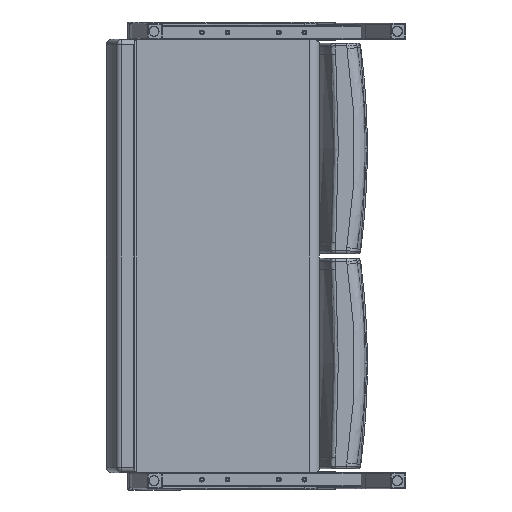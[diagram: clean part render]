
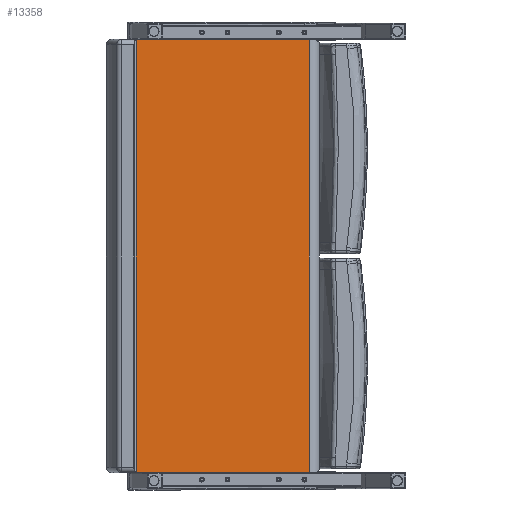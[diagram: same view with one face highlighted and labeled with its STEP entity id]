
A CAD part, front view. The second image highlights one B-rep face of the part: STEP entity #13358.
In plain terms, the highlighted planar face has unit normal (0, -1, 0).
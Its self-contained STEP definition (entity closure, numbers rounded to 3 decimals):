
#1227=PLANE('',#15057);
#1935=LINE('',#48913,#2667);
#1951=LINE('',#49047,#2683);
#1957=LINE('',#49134,#2689);
#1958=LINE('',#49136,#2690);
#2667=VECTOR('',#18850,0.394);
#2683=VECTOR('',#18926,0.394);
#2689=VECTOR('',#18988,0.394);
#2690=VECTOR('',#18991,0.394);
#3770=FACE_OUTER_BOUND('',#4800,.T.);
#4800=EDGE_LOOP('',(#11947,#11948,#11949,#11950));
#6618=VERTEX_POINT('',#48901);
#6619=VERTEX_POINT('',#48912);
#6643=VERTEX_POINT('',#49035);
#6644=VERTEX_POINT('',#49046);
#8357=EDGE_CURVE('',#6618,#6619,#1935,.T.);
#8396=EDGE_CURVE('',#6643,#6644,#1951,.T.);
#8421=EDGE_CURVE('',#6643,#6619,#1957,.T.);
#8422=EDGE_CURVE('',#6644,#6618,#1958,.T.);
#11947=ORIENTED_EDGE('',*,*,#8357,.F.);
#11948=ORIENTED_EDGE('',*,*,#8422,.F.);
#11949=ORIENTED_EDGE('',*,*,#8396,.F.);
#11950=ORIENTED_EDGE('',*,*,#8421,.T.);
#13358=ADVANCED_FACE('',(#3770),#1227,.T.);
#15057=AXIS2_PLACEMENT_3D('',#49135,#18989,#18990);
#18850=DIRECTION('',(1.,0.,0.));
#18926=DIRECTION('',(-1.,0.,0.));
#18988=DIRECTION('',(0.,0.,1.));
#18989=DIRECTION('center_axis',(0.,-1.,0.));
#18990=DIRECTION('ref_axis',(1.,0.,0.));
#18991=DIRECTION('',(0.,0.,1.));
#48901=CARTESIAN_POINT('',(-12.083,0.797,42.216));
#48912=CARTESIAN_POINT('',(4.791,0.797,42.216));
#48913=CARTESIAN_POINT('',(-9.146,0.797,42.216));
#49035=CARTESIAN_POINT('',(4.791,0.797,0.034));
#49046=CARTESIAN_POINT('',(-12.083,0.797,0.034));
#49047=CARTESIAN_POINT('',(-9.146,0.797,0.034));
#49134=CARTESIAN_POINT('',(4.791,0.797,0.));
#49135=CARTESIAN_POINT('Origin',(-12.083,0.797,0.));
#49136=CARTESIAN_POINT('',(-12.083,0.797,0.));
